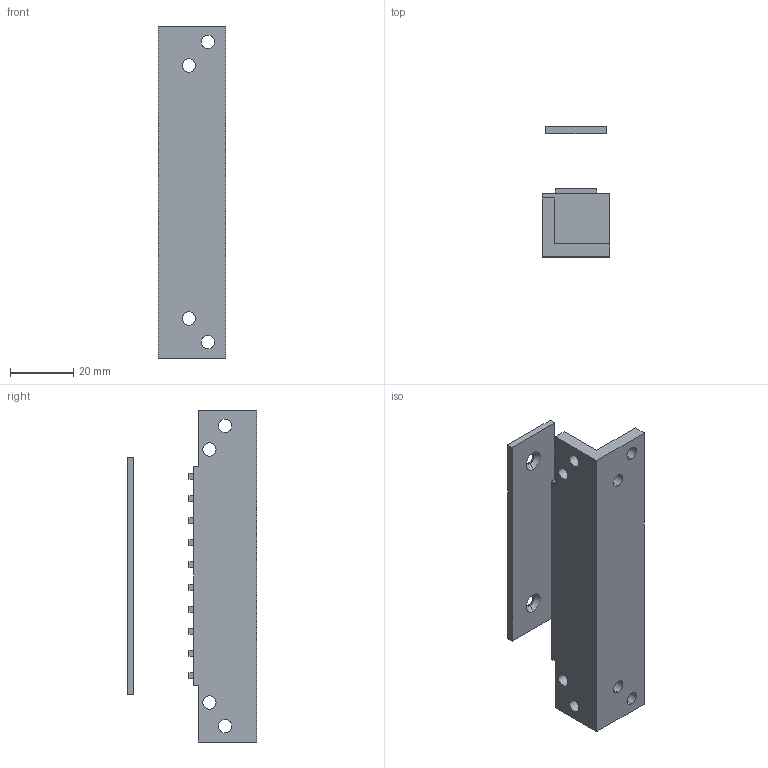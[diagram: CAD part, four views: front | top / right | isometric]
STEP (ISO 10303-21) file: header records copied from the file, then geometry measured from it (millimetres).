
FILE_DESCRIPTION (( 'STEP AP203' ), '1' );
FILE_NAME ('C-158-1.STEP', '2009-06-30T08:50:31', ( ' ' ), ( ' ' ), 'SwSTEP 2.0', 'SolidWorks 2007', '' );
FILE_SCHEMA (( 'CONFIG_CONTROL_DESIGN' ));
Length unit declared in the file: millimetre
Products named in the file (3): C-158-1杮懱__棉太倌; C-158-1; C-158-1庴斅__棉太倌
Assembly tree (2 placements, depth 2):
  C-158-1
    C-158-1杮懱__棉太倌
    C-158-1庴斅__棉太倌
Bounding box: 21.4 x 41 x 105 mm (x, y, z)
Volume: 37413.6 mm3; surface area: 13309.3 mm2
Topology: 2 solids, 2 shells, 94 faces, 236 edges, 156 vertices
Faces by surface type: plane 70, cylinder 20, cone 4
Entity records: 3137 total; most frequent: CARTESIAN_POINT 491, DIRECTION 478, ORIENTED_EDGE 472, EDGE_CURVE 236, VECTOR 192, LINE 192, VERTEX_POINT 156, AXIS2_PLACEMENT_3D 143
